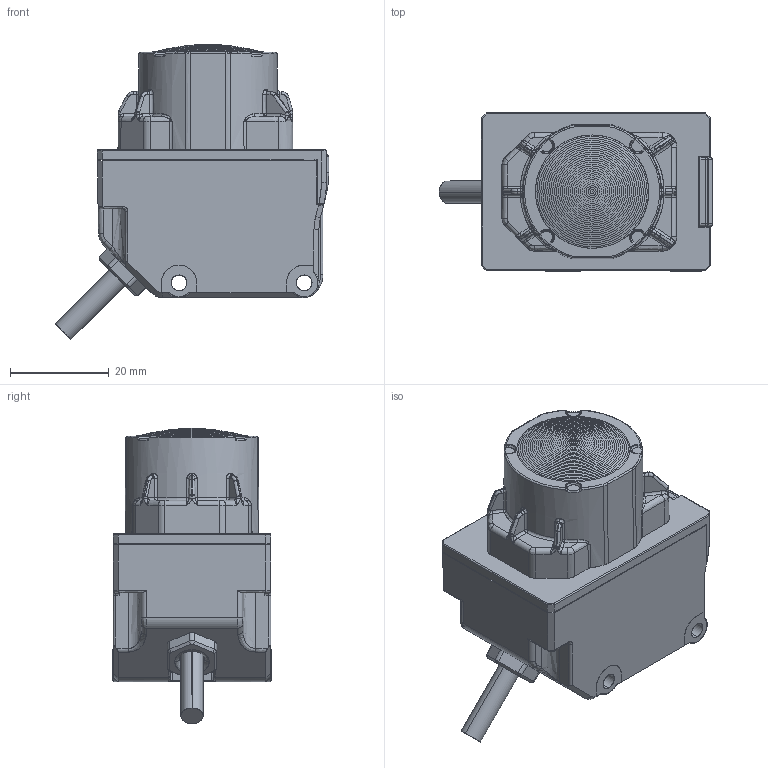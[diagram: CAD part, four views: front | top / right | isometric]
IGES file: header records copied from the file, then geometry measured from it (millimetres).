
Start section: SolidWorks IGES file using analytic representation for surfaces
Global section: file name: 01_1A1M.IGS; native system: SolidWorks 2019; preprocessor: SolidWorks 2019; author: 1003660; date: 230428.162127; units: millimetre
Bounding box: 55.53 x 32.1 x 59.95 mm (x, y, z)
Surface area: 11308.5 mm2 (no closed solid volume)
Topology: 0 solids, 0 shells, 1011 faces, 8287 edges, 8228 vertices
Faces by surface type: bspline 654, revolution 357
